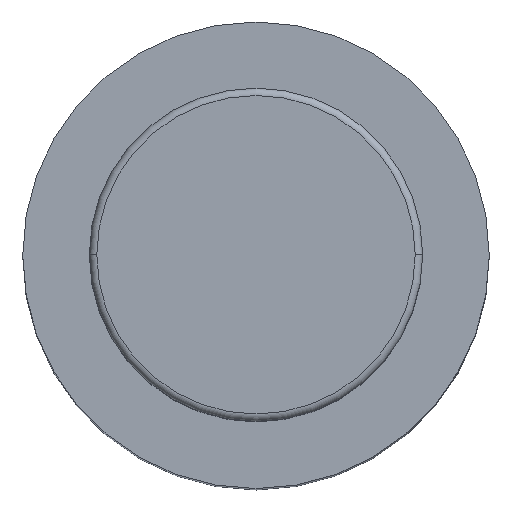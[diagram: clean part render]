
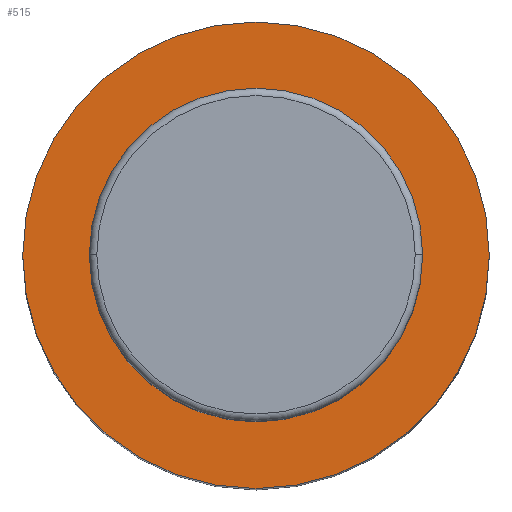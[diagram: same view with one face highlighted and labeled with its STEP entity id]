
A CAD part, top view. The second image highlights one B-rep face of the part: STEP entity #515.
In plain terms, the highlighted planar face has unit normal (0, 0, 1).
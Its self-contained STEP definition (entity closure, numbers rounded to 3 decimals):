
#10 = AXIS2_PLACEMENT_3D ( 'NONE', #72, #656, #294 ) ;
#44 = VERTEX_POINT ( 'NONE', #273 ) ;
#72 = CARTESIAN_POINT ( 'NONE',  ( 0., 0., 109. ) ) ;
#116 = ORIENTED_EDGE ( 'NONE', *, *, #461, .T. ) ;
#131 = AXIS2_PLACEMENT_3D ( 'NONE', #430, #303, #889 ) ;
#153 = VERTEX_POINT ( 'NONE', #240 ) ;
#162 = AXIS2_PLACEMENT_3D ( 'NONE', #409, #1151, #519 ) ;
#165 = CIRCLE ( 'NONE', #183, 31.5 ) ;
#183 = AXIS2_PLACEMENT_3D ( 'NONE', #472, #300, #560 ) ;
#186 = DIRECTION ( 'NONE',  ( -1., 0., 0. ) ) ;
#240 = CARTESIAN_POINT ( 'NONE',  ( -22.5, 0., 109. ) ) ;
#258 = ORIENTED_EDGE ( 'NONE', *, *, #628, .T. ) ;
#267 = CARTESIAN_POINT ( 'NONE',  ( -31.5, 0., 109. ) ) ;
#272 = EDGE_CURVE ( 'NONE', #44, #1098, #165, .T. ) ;
#273 = CARTESIAN_POINT ( 'NONE',  ( 31.5, 0., 109. ) ) ;
#288 = AXIS2_PLACEMENT_3D ( 'NONE', #712, #714, #186 ) ;
#294 = DIRECTION ( 'NONE',  ( -1., 0., 0. ) ) ;
#300 = DIRECTION ( 'NONE',  ( 0., 0., -1. ) ) ;
#303 = DIRECTION ( 'NONE',  ( 0., 0., 1. ) ) ;
#374 = VERTEX_POINT ( 'NONE', #528 ) ;
#409 = CARTESIAN_POINT ( 'NONE',  ( 0., 0., 109. ) ) ;
#430 = CARTESIAN_POINT ( 'NONE',  ( -22.5, 0., 109. ) ) ;
#438 = EDGE_CURVE ( 'NONE', #1098, #44, #662, .T. ) ;
#461 = EDGE_CURVE ( 'NONE', #153, #374, #1031, .T. ) ;
#472 = CARTESIAN_POINT ( 'NONE',  ( 0., 0., 109. ) ) ;
#515 = ADVANCED_FACE ( 'NONE', ( #736, #1200 ), #1072, .T. ) ;
#519 = DIRECTION ( 'NONE',  ( -1., 0., 0. ) ) ;
#528 = CARTESIAN_POINT ( 'NONE',  ( 22.5, 0., 109. ) ) ;
#560 = DIRECTION ( 'NONE',  ( -1., 0., 0. ) ) ;
#561 = EDGE_LOOP ( 'NONE', ( #116, #258 ) ) ;
#611 = EDGE_LOOP ( 'NONE', ( #858, #1001 ) ) ;
#628 = EDGE_CURVE ( 'NONE', #374, #153, #690, .T. ) ;
#656 = DIRECTION ( 'NONE',  ( 0., 0., -1. ) ) ;
#662 = CIRCLE ( 'NONE', #10, 31.5 ) ;
#690 = CIRCLE ( 'NONE', #162, 22.5 ) ;
#712 = CARTESIAN_POINT ( 'NONE',  ( 0., 0., 109. ) ) ;
#714 = DIRECTION ( 'NONE',  ( 0., 0., -1. ) ) ;
#736 = FACE_BOUND ( 'NONE', #561, .T. ) ;
#858 = ORIENTED_EDGE ( 'NONE', *, *, #438, .F. ) ;
#889 = DIRECTION ( 'NONE',  ( 1., 0., 0. ) ) ;
#1001 = ORIENTED_EDGE ( 'NONE', *, *, #272, .F. ) ;
#1031 = CIRCLE ( 'NONE', #288, 22.5 ) ;
#1072 = PLANE ( 'NONE',  #131 ) ;
#1098 = VERTEX_POINT ( 'NONE', #267 ) ;
#1151 = DIRECTION ( 'NONE',  ( 0., 0., -1. ) ) ;
#1200 = FACE_OUTER_BOUND ( 'NONE', #611, .T. ) ;
